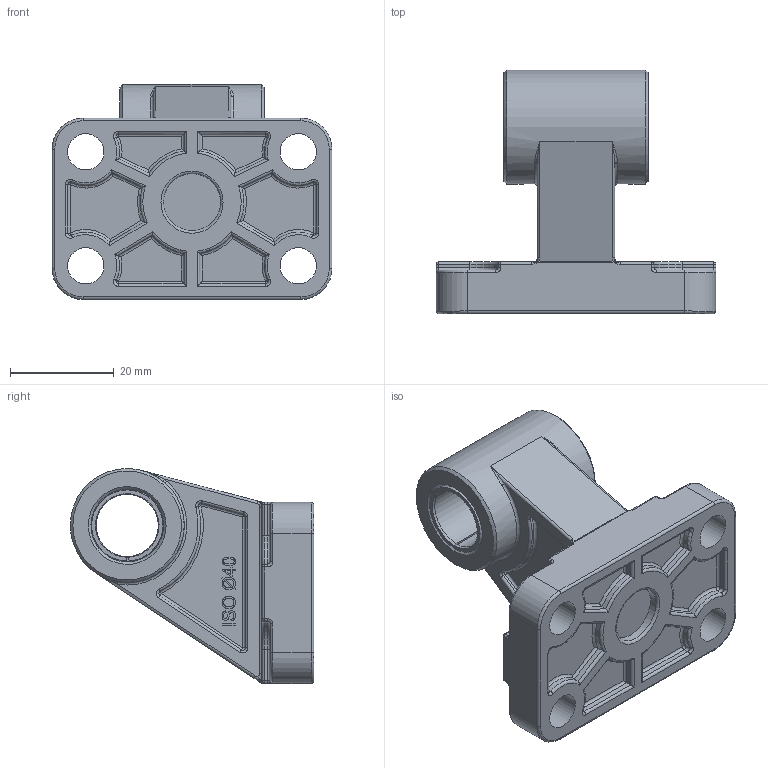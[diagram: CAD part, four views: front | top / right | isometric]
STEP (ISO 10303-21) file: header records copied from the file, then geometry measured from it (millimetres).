
FILE_DESCRIPTION((''),'2;1');
FILE_NAME('ASI040.stp','2013-11-15T09:54:53',('carlo.corazza'),(''),'Autodesk Inventor 2012','Autodesk Inventor 2012','');
FILE_SCHEMA(('AUTOMOTIVE_DESIGN { 1 0 10303 214 1 1 1 1 }'));
Length unit declared in the file: millimetre
Products named in the file (1): ASI040
Bounding box: 54 x 47 x 41.5 mm (x, y, z)
Volume: 30114.8 mm3; surface area: 11052.8 mm2
Topology: 1 solids, 1 shells, 451 faces, 1070 edges, 632 vertices
Faces by surface type: cylinder 147, plane 105, bspline 84, torus 75, sphere 24, cone 16
Full cylindrical faces by diameter (mm): 7 x4, 11 x1, 14 x1, 22 x1
Entity records: 15171 total; most frequent: CARTESIAN_POINT 4913, ORIENTED_EDGE 2050, DIRECTION 1952, EDGE_CURVE 1025, AXIS2_PLACEMENT_3D 759, VERTEX_POINT 613, EDGE_LOOP 498, STYLED_ITEM 452
